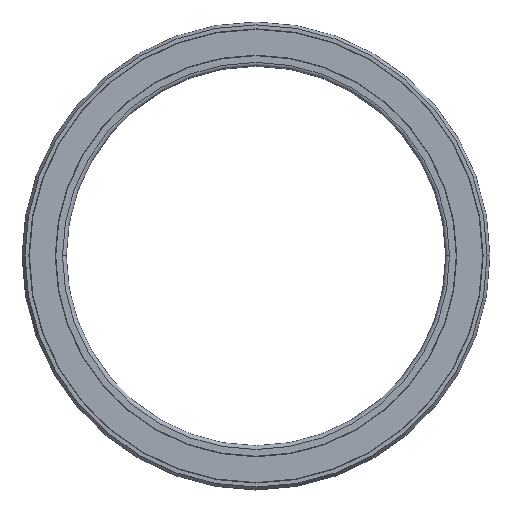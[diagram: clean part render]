
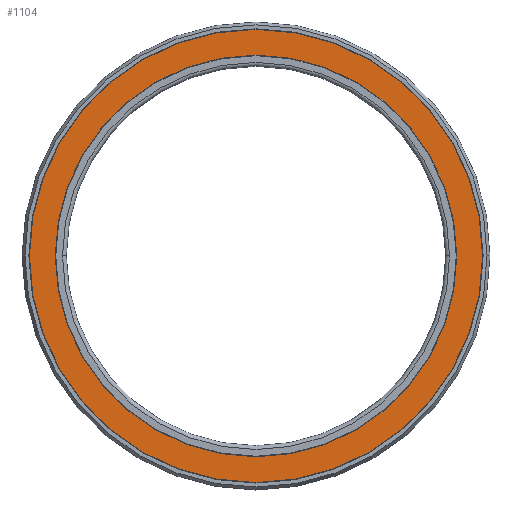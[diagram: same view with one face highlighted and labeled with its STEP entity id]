
A CAD part, top view. The second image highlights one B-rep face of the part: STEP entity #1104.
In plain terms, the highlighted planar face has unit normal (0, 0, 1).
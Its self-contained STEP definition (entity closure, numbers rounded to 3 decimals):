
#11 = CARTESIAN_POINT ( 'NONE',  ( 0., 0., 2. ) ) ;
#36 = EDGE_CURVE ( 'NONE', #207, #1024, #1373, .T. ) ;
#62 = CARTESIAN_POINT ( 'NONE',  ( 0., 0., 2. ) ) ;
#105 = ORIENTED_EDGE ( 'NONE', *, *, #1380, .F. ) ;
#168 = DIRECTION ( 'NONE',  ( 0., 0., 1. ) ) ;
#175 = CIRCLE ( 'NONE', #775, 17.917 ) ;
#207 = VERTEX_POINT ( 'NONE', #531 ) ;
#213 = DIRECTION ( 'NONE',  ( 0., 0., 1. ) ) ;
#341 = CIRCLE ( 'NONE', #1077, 15.875 ) ;
#414 = AXIS2_PLACEMENT_3D ( 'NONE', #972, #168, #738 ) ;
#450 = CARTESIAN_POINT ( 'NONE',  ( 0., -15.875, 2. ) ) ;
#491 = VERTEX_POINT ( 'NONE', #1385 ) ;
#495 = FACE_OUTER_BOUND ( 'NONE', #1215, .T. ) ;
#508 = CARTESIAN_POINT ( 'NONE',  ( 0., 0., 2. ) ) ;
#531 = CARTESIAN_POINT ( 'NONE',  ( -15.875, 0., 2. ) ) ;
#694 = FACE_BOUND ( 'NONE', #1434, .T. ) ;
#699 = EDGE_CURVE ( 'NONE', #491, #943, #1029, .T. ) ;
#702 = AXIS2_PLACEMENT_3D ( 'NONE', #450, #213, #1027 ) ;
#733 = DIRECTION ( 'NONE',  ( 0., 0., 1. ) ) ;
#738 = DIRECTION ( 'NONE',  ( 1., 0., 0. ) ) ;
#775 = AXIS2_PLACEMENT_3D ( 'NONE', #508, #1323, #1441 ) ;
#818 = DIRECTION ( 'NONE',  ( 0., 0., 1. ) ) ;
#863 = EDGE_CURVE ( 'NONE', #943, #491, #175, .T. ) ;
#882 = CARTESIAN_POINT ( 'NONE',  ( 17.917, 0., 2. ) ) ;
#889 = CARTESIAN_POINT ( 'NONE',  ( 15.875, 0., 2. ) ) ;
#934 = DIRECTION ( 'NONE',  ( 1., 0., 0. ) ) ;
#943 = VERTEX_POINT ( 'NONE', #882 ) ;
#972 = CARTESIAN_POINT ( 'NONE',  ( 0., 0., 2. ) ) ;
#1024 = VERTEX_POINT ( 'NONE', #889 ) ;
#1027 = DIRECTION ( 'NONE',  ( 1., 0., 0. ) ) ;
#1029 = CIRCLE ( 'NONE', #414, 17.917 ) ;
#1049 = ORIENTED_EDGE ( 'NONE', *, *, #699, .T. ) ;
#1077 = AXIS2_PLACEMENT_3D ( 'NONE', #62, #733, #1426 ) ;
#1104 = ADVANCED_FACE ( 'NONE', ( #495, #694 ), #1480, .T. ) ;
#1215 = EDGE_LOOP ( 'NONE', ( #1335, #1049 ) ) ;
#1323 = DIRECTION ( 'NONE',  ( 0., 0., 1. ) ) ;
#1335 = ORIENTED_EDGE ( 'NONE', *, *, #863, .T. ) ;
#1373 = CIRCLE ( 'NONE', #1403, 15.875 ) ;
#1380 = EDGE_CURVE ( 'NONE', #1024, #207, #341, .T. ) ;
#1385 = CARTESIAN_POINT ( 'NONE',  ( -17.917, 0., 2. ) ) ;
#1403 = AXIS2_PLACEMENT_3D ( 'NONE', #11, #818, #934 ) ;
#1426 = DIRECTION ( 'NONE',  ( 1., 0., 0. ) ) ;
#1434 = EDGE_LOOP ( 'NONE', ( #105, #1492 ) ) ;
#1441 = DIRECTION ( 'NONE',  ( 1., 0., 0. ) ) ;
#1480 = PLANE ( 'NONE',  #702 ) ;
#1492 = ORIENTED_EDGE ( 'NONE', *, *, #36, .F. ) ;
